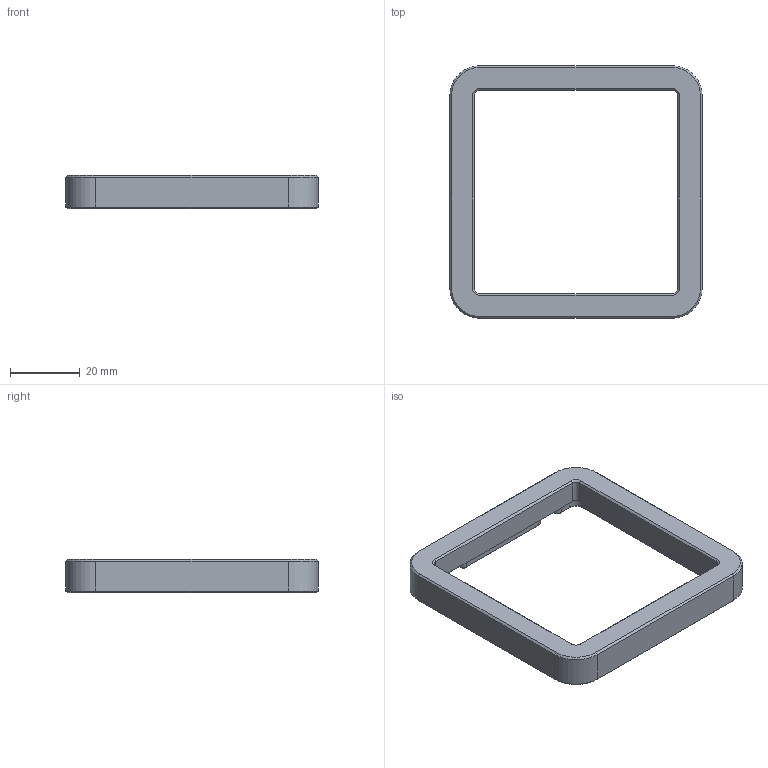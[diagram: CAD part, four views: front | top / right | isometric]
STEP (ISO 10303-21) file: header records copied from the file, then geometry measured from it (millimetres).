
FILE_DESCRIPTION(/* description */ (''),/* implementation_level */ '2;1');
FILE_NAME(/* name */ 'MACROPAD_SHARE_238.step',/* time_stamp */ '2025-04-29T16:56:54+09:00',/* author */ (''),/* organization */ (''),/* preprocessor_version */ 'ST-DEVELOPER v20.1',/* originating_system */ 'Autodesk Translation Framework v14.4.0.0',/* authorisation */ '');
FILE_SCHEMA (('AUTOMOTIVE_DESIGN { 1 0 10303 214 3 1 1 }'));
Length unit declared in the file: millimetre
Products named in the file (2): MACROPAD_SHARE; TOP
Assembly tree (1 placements, depth 2):
  MACROPAD_SHARE
    TOP
Bounding box: 72.1 x 72.1 x 9.5 mm (x, y, z)
Volume: 15844.2 mm3; surface area: 8490 mm2
Topology: 1 solids, 1 shells, 127 faces, 308 edges, 184 vertices
Faces by surface type: plane 55, cone 40, cylinder 32
Full cylindrical faces by diameter (mm): 2.38 x4, 3 x4
Entity records: 3681 total; most frequent: DIRECTION 660, CARTESIAN_POINT 614, ORIENTED_EDGE 600, EDGE_CURVE 300, AXIS2_PLACEMENT_3D 230, LINE 200, VECTOR 200, VERTEX_POINT 184
